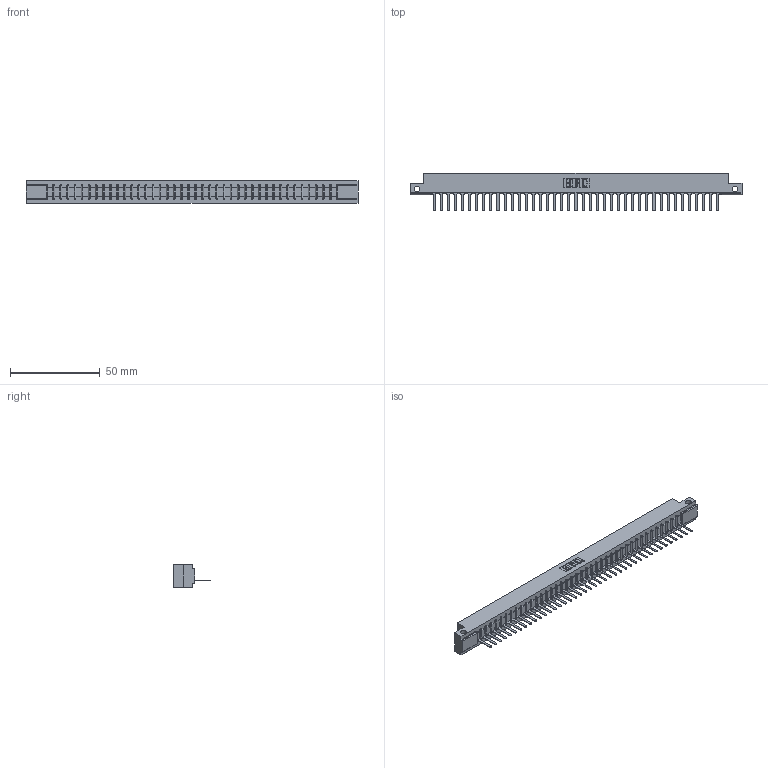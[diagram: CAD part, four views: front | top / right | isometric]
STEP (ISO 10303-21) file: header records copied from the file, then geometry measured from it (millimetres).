
FILE_DESCRIPTION (( 'STEP AP203' ), '1' );
FILE_NAME ('357-041-527-112.STEP', '2018-08-11T06:34:42', ( '' ), ( '' ), 'SwSTEP 2.0', 'SolidWorks 2016', '' );
FILE_SCHEMA (( 'CONFIG_CONTROL_DESIGN' ));
Length unit declared in the file: inch
Products named in the file (3): 307-290-001_527; 357-041-527-112; 307 Part_.128 Dia Side Mounting Holes
Assembly tree (42 placements, depth 2):
  357-041-527-112
    307 Part_.128 Dia Side Mounting Holes
    307-290-001_527  x41
Bounding box: 185.47 x 21.11 x 12.7 mm (x, y, z)
Volume: 19132.8 mm3; surface area: 20349.8 mm2
Topology: 42 solids, 42 shells, 2456 faces, 6965 edges, 4474 vertices
Faces by surface type: plane 1587, cylinder 785, sphere 84
Entity records: 35242 total; most frequent: CARTESIAN_POINT 5936, ORIENTED_EDGE 5922, DIRECTION 5773, EDGE_CURVE 2961, VECTOR 2271, LINE 2271, VERTEX_POINT 1914, AXIS2_PLACEMENT_3D 1751
